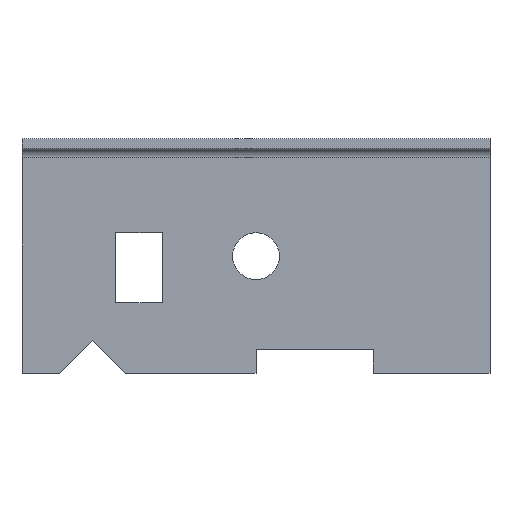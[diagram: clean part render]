
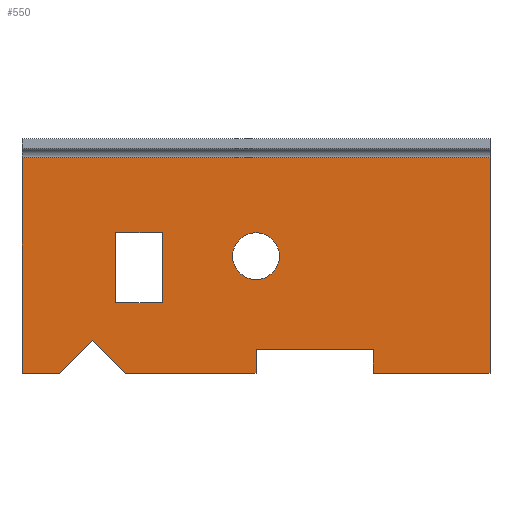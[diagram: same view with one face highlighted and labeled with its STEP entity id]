
A CAD part, top view. The second image highlights one B-rep face of the part: STEP entity #550.
In plain terms, the highlighted planar face has unit normal (0, 0, 1).
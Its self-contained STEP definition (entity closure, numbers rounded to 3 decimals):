
#1 = LINE ( 'NONE', #336, #539 ) ;
#18 = VECTOR ( 'NONE', #688, 1000. ) ;
#21 = ORIENTED_EDGE ( 'NONE', *, *, #448, .T. ) ;
#24 = CARTESIAN_POINT ( 'NONE',  ( 50., 0., 0. ) ) ;
#26 = CARTESIAN_POINT ( 'NONE',  ( 20., 30., 0. ) ) ;
#27 = CARTESIAN_POINT ( 'NONE',  ( 30., 30., 0. ) ) ;
#28 = VECTOR ( 'NONE', #382, 1000. ) ;
#30 = LINE ( 'NONE', #26, #381 ) ;
#38 = DIRECTION ( 'NONE',  ( 0., 0., 1. ) ) ;
#39 = EDGE_CURVE ( 'NONE', #457, #116, #64, .T. ) ;
#44 = CARTESIAN_POINT ( 'NONE',  ( 20., 15., 0. ) ) ;
#45 = DIRECTION ( 'NONE',  ( -1., 0., 0. ) ) ;
#53 = VECTOR ( 'NONE', #395, 1000. ) ;
#57 = VERTEX_POINT ( 'NONE', #401 ) ;
#58 = ORIENTED_EDGE ( 'NONE', *, *, #212, .F. ) ;
#61 = FACE_BOUND ( 'NONE', #839, .T. ) ;
#64 = LINE ( 'NONE', #329, #53 ) ;
#76 = AXIS2_PLACEMENT_3D ( 'NONE', #306, #186, #235 ) ;
#77 = EDGE_CURVE ( 'NONE', #116, #300, #1, .T. ) ;
#83 = LINE ( 'NONE', #459, #671 ) ;
#100 = ORIENTED_EDGE ( 'NONE', *, *, #668, .F. ) ;
#102 = DIRECTION ( 'NONE',  ( 1., 0., 0. ) ) ;
#105 = ORIENTED_EDGE ( 'NONE', *, *, #357, .T. ) ;
#107 = CARTESIAN_POINT ( 'NONE',  ( 0., 0., 0. ) ) ;
#114 = CARTESIAN_POINT ( 'NONE',  ( 20., 30., 0. ) ) ;
#116 = VERTEX_POINT ( 'NONE', #648 ) ;
#117 = DIRECTION ( 'NONE',  ( 0., 1., 0. ) ) ;
#139 = CARTESIAN_POINT ( 'NONE',  ( 0., 46., 0. ) ) ;
#146 = CARTESIAN_POINT ( 'NONE',  ( 22.142, 0., 0. ) ) ;
#152 = VECTOR ( 'NONE', #601, 1000. ) ;
#153 = ORIENTED_EDGE ( 'NONE', *, *, #356, .T. ) ;
#154 = CARTESIAN_POINT ( 'NONE',  ( 0., 0., 0. ) ) ;
#163 = DIRECTION ( 'NONE',  ( 0., 1., 0. ) ) ;
#164 = DIRECTION ( 'NONE',  ( 1., 0., 0. ) ) ;
#167 = LINE ( 'NONE', #154, #432 ) ;
#170 = LINE ( 'NONE', #440, #596 ) ;
#171 = EDGE_LOOP ( 'NONE', ( #21, #179, #637, #544, #649, #105, #230, #153, #367, #389, #498 ) ) ;
#177 = VERTEX_POINT ( 'NONE', #146 ) ;
#179 = ORIENTED_EDGE ( 'NONE', *, *, #77, .F. ) ;
#186 = DIRECTION ( 'NONE',  ( 0., 0., 1. ) ) ;
#189 = LINE ( 'NONE', #656, #152 ) ;
#206 = DIRECTION ( 'NONE',  ( 0., -1., 0. ) ) ;
#212 = EDGE_CURVE ( 'NONE', #217, #470, #672, .T. ) ;
#216 = DIRECTION ( 'NONE',  ( 0., 1., 0. ) ) ;
#217 = VERTEX_POINT ( 'NONE', #353 ) ;
#224 = DIRECTION ( 'NONE',  ( 1., 0., 0. ) ) ;
#228 = CARTESIAN_POINT ( 'NONE',  ( 0., 0., 0. ) ) ;
#230 = ORIENTED_EDGE ( 'NONE', *, *, #595, .F. ) ;
#234 = LINE ( 'NONE', #684, #261 ) ;
#235 = DIRECTION ( 'NONE',  ( 1., 0., 0. ) ) ;
#251 = AXIS2_PLACEMENT_3D ( 'NONE', #732, #38, #224 ) ;
#253 = EDGE_LOOP ( 'NONE', ( #286, #744 ) ) ;
#258 = LINE ( 'NONE', #826, #18 ) ;
#261 = VECTOR ( 'NONE', #305, 1000. ) ;
#273 = CARTESIAN_POINT ( 'NONE',  ( 75., 0., 0. ) ) ;
#282 = DIRECTION ( 'NONE',  ( 1., 0., 0. ) ) ;
#286 = ORIENTED_EDGE ( 'NONE', *, *, #419, .F. ) ;
#290 = VERTEX_POINT ( 'NONE', #494 ) ;
#300 = VERTEX_POINT ( 'NONE', #24 ) ;
#305 = DIRECTION ( 'NONE',  ( 1., 0., 0. ) ) ;
#306 = CARTESIAN_POINT ( 'NONE',  ( 50., 25., 0. ) ) ;
#317 = CARTESIAN_POINT ( 'NONE',  ( 55., 25., 0. ) ) ;
#329 = CARTESIAN_POINT ( 'NONE',  ( 50., 5., 0. ) ) ;
#336 = CARTESIAN_POINT ( 'NONE',  ( 50., -5., 0. ) ) ;
#344 = EDGE_CURVE ( 'NONE', #609, #731, #234, .T. ) ;
#347 = EDGE_CURVE ( 'NONE', #470, #642, #562, .T. ) ;
#353 = CARTESIAN_POINT ( 'NONE',  ( 30., 15., 0. ) ) ;
#356 = EDGE_CURVE ( 'NONE', #607, #741, #811, .T. ) ;
#357 = EDGE_CURVE ( 'NONE', #731, #441, #760, .T. ) ;
#367 = ORIENTED_EDGE ( 'NONE', *, *, #724, .T. ) ;
#374 = CARTESIAN_POINT ( 'NONE',  ( 0., 0., 0. ) ) ;
#381 = VECTOR ( 'NONE', #561, 1000. ) ;
#382 = DIRECTION ( 'NONE',  ( 0., -1., 0. ) ) ;
#387 = ORIENTED_EDGE ( 'NONE', *, *, #392, .F. ) ;
#389 = ORIENTED_EDGE ( 'NONE', *, *, #776, .F. ) ;
#392 = EDGE_CURVE ( 'NONE', #642, #819, #30, .T. ) ;
#395 = DIRECTION ( 'NONE',  ( -1., 0., 0. ) ) ;
#399 = VECTOR ( 'NONE', #216, 1000. ) ;
#401 = CARTESIAN_POINT ( 'NONE',  ( 45., 25., 0. ) ) ;
#403 = DIRECTION ( 'NONE',  ( 0., 0., -1. ) ) ;
#408 = CARTESIAN_POINT ( 'NONE',  ( 20., 30., 0. ) ) ;
#419 = EDGE_CURVE ( 'NONE', #833, #57, #511, .T. ) ;
#432 = VECTOR ( 'NONE', #102, 1000. ) ;
#440 = CARTESIAN_POINT ( 'NONE',  ( 75., -5., 0. ) ) ;
#441 = VERTEX_POINT ( 'NONE', #754 ) ;
#448 = EDGE_CURVE ( 'NONE', #177, #300, #167, .T. ) ;
#450 = CIRCLE ( 'NONE', #76, 5. ) ;
#457 = VERTEX_POINT ( 'NONE', #541 ) ;
#459 = CARTESIAN_POINT ( 'NONE',  ( 20., 15., 0. ) ) ;
#470 = VERTEX_POINT ( 'NONE', #669 ) ;
#494 = CARTESIAN_POINT ( 'NONE',  ( 8., 0., 0. ) ) ;
#498 = ORIENTED_EDGE ( 'NONE', *, *, #537, .F. ) ;
#511 = CIRCLE ( 'NONE', #251, 5. ) ;
#512 = CARTESIAN_POINT ( 'NONE',  ( 15.071, 7.071, 0. ) ) ;
#537 = EDGE_CURVE ( 'NONE', #177, #680, #258, .T. ) ;
#539 = VECTOR ( 'NONE', #206, 1000. ) ;
#541 = CARTESIAN_POINT ( 'NONE',  ( 75., 5., 0. ) ) ;
#544 = ORIENTED_EDGE ( 'NONE', *, *, #746, .F. ) ;
#550 = ADVANCED_FACE ( 'NONE', ( #61, #582, #836 ), #775, .F. ) ;
#556 = CARTESIAN_POINT ( 'NONE',  ( 100., 0., 0. ) ) ;
#561 = DIRECTION ( 'NONE',  ( 0., -1., 0. ) ) ;
#562 = LINE ( 'NONE', #114, #588 ) ;
#568 = CARTESIAN_POINT ( 'NONE',  ( 100., 0., 0. ) ) ;
#582 = FACE_BOUND ( 'NONE', #253, .T. ) ;
#584 = ORIENTED_EDGE ( 'NONE', *, *, #347, .F. ) ;
#588 = VECTOR ( 'NONE', #45, 1000. ) ;
#593 = DIRECTION ( 'NONE',  ( -1., 0., 0. ) ) ;
#595 = EDGE_CURVE ( 'NONE', #607, #441, #838, .T. ) ;
#596 = VECTOR ( 'NONE', #117, 1000. ) ;
#601 = DIRECTION ( 'NONE',  ( -0.707, -0.707, 0. ) ) ;
#607 = VERTEX_POINT ( 'NONE', #139 ) ;
#609 = VERTEX_POINT ( 'NONE', #273 ) ;
#637 = ORIENTED_EDGE ( 'NONE', *, *, #39, .F. ) ;
#642 = VERTEX_POINT ( 'NONE', #408 ) ;
#648 = CARTESIAN_POINT ( 'NONE',  ( 50., 5., 0. ) ) ;
#649 = ORIENTED_EDGE ( 'NONE', *, *, #344, .T. ) ;
#656 = CARTESIAN_POINT ( 'NONE',  ( 8., 0., 0. ) ) ;
#663 = VECTOR ( 'NONE', #282, 1000. ) ;
#668 = EDGE_CURVE ( 'NONE', #819, #217, #83, .T. ) ;
#669 = CARTESIAN_POINT ( 'NONE',  ( 30., 30., 0. ) ) ;
#671 = VECTOR ( 'NONE', #705, 1000. ) ;
#672 = LINE ( 'NONE', #27, #399 ) ;
#680 = VERTEX_POINT ( 'NONE', #512 ) ;
#684 = CARTESIAN_POINT ( 'NONE',  ( 0., 0., 0. ) ) ;
#688 = DIRECTION ( 'NONE',  ( -0.707, 0.707, 0. ) ) ;
#696 = AXIS2_PLACEMENT_3D ( 'NONE', #107, #403, #593 ) ;
#705 = DIRECTION ( 'NONE',  ( 1., 0., 0. ) ) ;
#708 = EDGE_CURVE ( 'NONE', #57, #833, #450, .T. ) ;
#720 = VECTOR ( 'NONE', #164, 1000. ) ;
#724 = EDGE_CURVE ( 'NONE', #741, #290, #761, .T. ) ;
#730 = VECTOR ( 'NONE', #163, 1000. ) ;
#731 = VERTEX_POINT ( 'NONE', #556 ) ;
#732 = CARTESIAN_POINT ( 'NONE',  ( 50., 25., 0. ) ) ;
#741 = VERTEX_POINT ( 'NONE', #228 ) ;
#744 = ORIENTED_EDGE ( 'NONE', *, *, #708, .F. ) ;
#746 = EDGE_CURVE ( 'NONE', #609, #457, #170, .T. ) ;
#754 = CARTESIAN_POINT ( 'NONE',  ( 100., 46., 0. ) ) ;
#757 = CARTESIAN_POINT ( 'NONE',  ( 0., 0., 0. ) ) ;
#760 = LINE ( 'NONE', #568, #730 ) ;
#761 = LINE ( 'NONE', #757, #720 ) ;
#775 = PLANE ( 'NONE',  #696 ) ;
#776 = EDGE_CURVE ( 'NONE', #680, #290, #189, .T. ) ;
#781 = CARTESIAN_POINT ( 'NONE',  ( 0., 46., 0. ) ) ;
#811 = LINE ( 'NONE', #374, #28 ) ;
#819 = VERTEX_POINT ( 'NONE', #44 ) ;
#826 = CARTESIAN_POINT ( 'NONE',  ( 15.071, 7.071, 0. ) ) ;
#833 = VERTEX_POINT ( 'NONE', #317 ) ;
#836 = FACE_OUTER_BOUND ( 'NONE', #171, .T. ) ;
#838 = LINE ( 'NONE', #781, #663 ) ;
#839 = EDGE_LOOP ( 'NONE', ( #100, #387, #584, #58 ) ) ;
